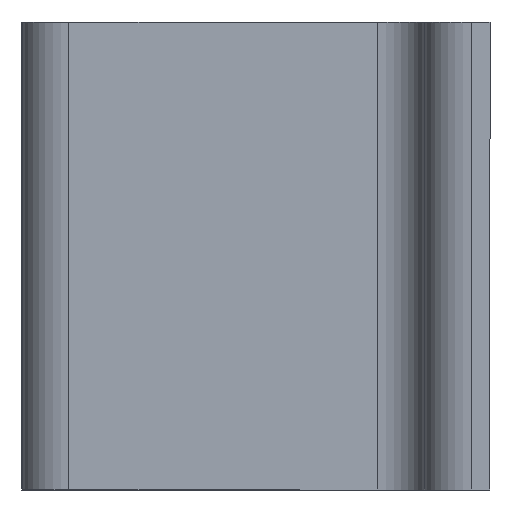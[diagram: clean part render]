
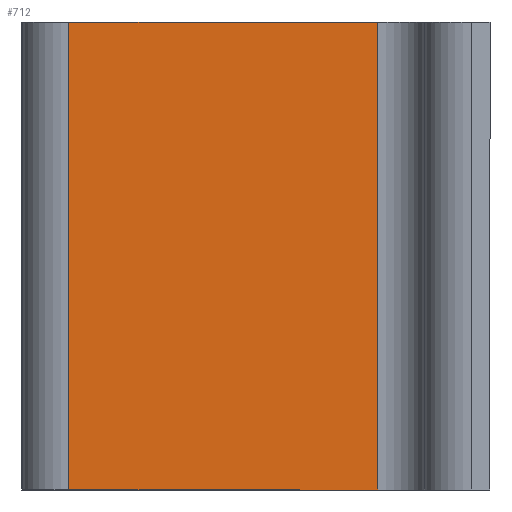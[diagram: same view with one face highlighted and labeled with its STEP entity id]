
A CAD part, left-side view. The second image highlights one B-rep face of the part: STEP entity #712.
In plain terms, the highlighted face is planar.
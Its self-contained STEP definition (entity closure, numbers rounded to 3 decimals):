
#17 = DIRECTION ( 'NONE',  ( 0., 0., 1. ) ) ;
#45 = ORIENTED_EDGE ( 'NONE', *, *, #302, .T. ) ;
#55 = FACE_OUTER_BOUND ( 'NONE', #698, .T. ) ;
#74 = CARTESIAN_POINT ( 'NONE',  ( 7., 45., 50. ) ) ;
#77 = VECTOR ( 'NONE', #17, 1000. ) ;
#85 = VERTEX_POINT ( 'NONE', #533 ) ;
#116 = CARTESIAN_POINT ( 'NONE',  ( 7., 12., 0. ) ) ;
#117 = EDGE_CURVE ( 'NONE', #85, #207, #304, .T. ) ;
#125 = CARTESIAN_POINT ( 'NONE',  ( 7., 7., 50. ) ) ;
#184 = DIRECTION ( 'NONE',  ( 0., -1., 0. ) ) ;
#191 = DIRECTION ( 'NONE',  ( 0., 0., -1. ) ) ;
#207 = VERTEX_POINT ( 'NONE', #74 ) ;
#220 = CARTESIAN_POINT ( 'NONE',  ( 7., 45., 0. ) ) ;
#234 = LINE ( 'NONE', #753, #412 ) ;
#302 = EDGE_CURVE ( 'NONE', #544, #207, #357, .T. ) ;
#304 = LINE ( 'NONE', #125, #718 ) ;
#339 = ORIENTED_EDGE ( 'NONE', *, *, #117, .F. ) ;
#357 = LINE ( 'NONE', #545, #77 ) ;
#406 = DIRECTION ( 'NONE',  ( 0., 1., 0. ) ) ;
#412 = VECTOR ( 'NONE', #406, 1000. ) ;
#414 = PLANE ( 'NONE',  #709 ) ;
#418 = CARTESIAN_POINT ( 'NONE',  ( 7., 12., 0. ) ) ;
#452 = ORIENTED_EDGE ( 'NONE', *, *, #730, .T. ) ;
#528 = DIRECTION ( 'NONE',  ( -1., 0., 0. ) ) ;
#533 = CARTESIAN_POINT ( 'NONE',  ( 7., 12., 50. ) ) ;
#539 = LINE ( 'NONE', #116, #601 ) ;
#540 = EDGE_CURVE ( 'NONE', #731, #544, #234, .T. ) ;
#544 = VERTEX_POINT ( 'NONE', #220 ) ;
#545 = CARTESIAN_POINT ( 'NONE',  ( 7., 45., 50. ) ) ;
#601 = VECTOR ( 'NONE', #191, 1000. ) ;
#609 = ORIENTED_EDGE ( 'NONE', *, *, #540, .T. ) ;
#698 = EDGE_LOOP ( 'NONE', ( #339, #452, #609, #45 ) ) ;
#709 = AXIS2_PLACEMENT_3D ( 'NONE', #714, #528, #184 ) ;
#712 = ADVANCED_FACE ( 'NONE', ( #55 ), #414, .F. ) ;
#714 = CARTESIAN_POINT ( 'NONE',  ( 7., 7., 50. ) ) ;
#718 = VECTOR ( 'NONE', #719, 1000. ) ;
#719 = DIRECTION ( 'NONE',  ( 0., 1., 0. ) ) ;
#730 = EDGE_CURVE ( 'NONE', #85, #731, #539, .T. ) ;
#731 = VERTEX_POINT ( 'NONE', #418 ) ;
#753 = CARTESIAN_POINT ( 'NONE',  ( 7., 7., 0. ) ) ;
